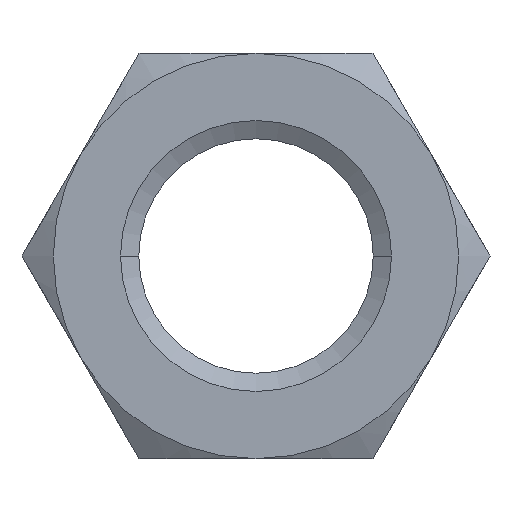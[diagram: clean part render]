
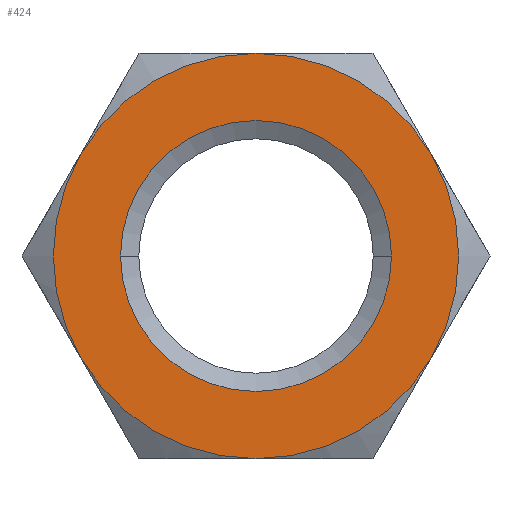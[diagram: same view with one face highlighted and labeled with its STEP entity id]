
A CAD part, front view. The second image highlights one B-rep face of the part: STEP entity #424.
In plain terms, the highlighted planar face has unit normal (0, -1, 0).
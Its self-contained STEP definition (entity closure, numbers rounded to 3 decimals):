
#51=CARTESIAN_POINT('',(0.,0.,0.));
#52=DIRECTION('',(0.,-1.,0.));
#53=DIRECTION('',(0.,0.,-1.));
#54=AXIS2_PLACEMENT_3D('',#51,#52,#53);
#56=CARTESIAN_POINT('',(0.,0.,0.));
#57=DIRECTION('',(0.,-1.,0.));
#58=DIRECTION('',(-0.866,0.,-0.5));
#59=AXIS2_PLACEMENT_3D('',#56,#57,#58);
#61=CARTESIAN_POINT('',(0.,0.,0.));
#62=DIRECTION('',(0.,-1.,0.));
#63=DIRECTION('',(-0.866,0.,0.5));
#64=AXIS2_PLACEMENT_3D('',#61,#62,#63);
#66=CARTESIAN_POINT('',(0.,0.,0.));
#67=DIRECTION('',(0.,-1.,0.));
#68=DIRECTION('',(0.,0.,1.));
#69=AXIS2_PLACEMENT_3D('',#66,#67,#68);
#71=CARTESIAN_POINT('',(0.,0.,0.));
#72=DIRECTION('',(0.,-1.,0.));
#73=DIRECTION('',(0.866,0.,0.5));
#74=AXIS2_PLACEMENT_3D('',#71,#72,#73);
#76=CARTESIAN_POINT('',(0.,0.,0.));
#77=DIRECTION('',(0.,-1.,0.));
#78=DIRECTION('',(0.866,0.,-0.5));
#79=AXIS2_PLACEMENT_3D('',#76,#77,#78);
#81=CARTESIAN_POINT('',(0.,0.,0.));
#82=DIRECTION('',(0.,1.,0.));
#83=DIRECTION('',(1.,0.,0.));
#84=AXIS2_PLACEMENT_3D('',#81,#82,#83);
#86=CARTESIAN_POINT('',(0.,0.,0.));
#87=DIRECTION('',(0.,1.,0.));
#88=DIRECTION('',(-1.,0.,0.));
#89=AXIS2_PLACEMENT_3D('',#86,#87,#88);
#261=CARTESIAN_POINT('',(0.,0.,-35.));
#262=CARTESIAN_POINT('',(30.311,0.,-17.5));
#263=VERTEX_POINT('',#261);
#264=VERTEX_POINT('',#262);
#265=CARTESIAN_POINT('',(30.311,0.,17.5));
#266=VERTEX_POINT('',#265);
#267=CARTESIAN_POINT('',(0.,0.,35.));
#268=VERTEX_POINT('',#267);
#269=CARTESIAN_POINT('',(-30.311,0.,17.5));
#270=VERTEX_POINT('',#269);
#271=CARTESIAN_POINT('',(-30.311,0.,-17.5));
#272=VERTEX_POINT('',#271);
#291=CARTESIAN_POINT('',(23.4,0.,0.));
#292=CARTESIAN_POINT('',(-23.4,0.,0.));
#293=VERTEX_POINT('',#291);
#294=VERTEX_POINT('',#292);
#400=CARTESIAN_POINT('',(0.,0.,0.));
#401=DIRECTION('',(0.,1.,0.));
#402=DIRECTION('',(1.,0.,0.));
#403=AXIS2_PLACEMENT_3D('',#400,#401,#402);
#404=PLANE('',#403);
#406=ORIENTED_EDGE('',*,*,#405,.F.);
#408=ORIENTED_EDGE('',*,*,#407,.F.);
#410=ORIENTED_EDGE('',*,*,#409,.F.);
#412=ORIENTED_EDGE('',*,*,#411,.F.);
#414=ORIENTED_EDGE('',*,*,#413,.F.);
#416=ORIENTED_EDGE('',*,*,#415,.F.);
#417=EDGE_LOOP('',(#406,#408,#410,#412,#414,#416));
#418=FACE_OUTER_BOUND('',#417,.F.);
#419=ORIENTED_EDGE('',*,*,#390,.F.);
#421=ORIENTED_EDGE('',*,*,#420,.F.);
#422=EDGE_LOOP('',(#419,#421));
#423=FACE_BOUND('',#422,.F.);
#424=ADVANCED_FACE('',(#418,#423),#404,.F.);
#55=CIRCLE('',#54,35.);
#60=CIRCLE('',#59,35.);
#65=CIRCLE('',#64,35.);
#70=CIRCLE('',#69,35.);
#75=CIRCLE('',#74,35.);
#80=CIRCLE('',#79,35.);
#85=CIRCLE('',#84,23.4);
#90=CIRCLE('',#89,23.4);
#390=EDGE_CURVE('',#293,#294,#85,.T.);
#405=EDGE_CURVE('',#263,#264,#55,.T.);
#407=EDGE_CURVE('',#272,#263,#60,.T.);
#409=EDGE_CURVE('',#270,#272,#65,.T.);
#411=EDGE_CURVE('',#268,#270,#70,.T.);
#413=EDGE_CURVE('',#266,#268,#75,.T.);
#415=EDGE_CURVE('',#264,#266,#80,.T.);
#420=EDGE_CURVE('',#294,#293,#90,.T.);
